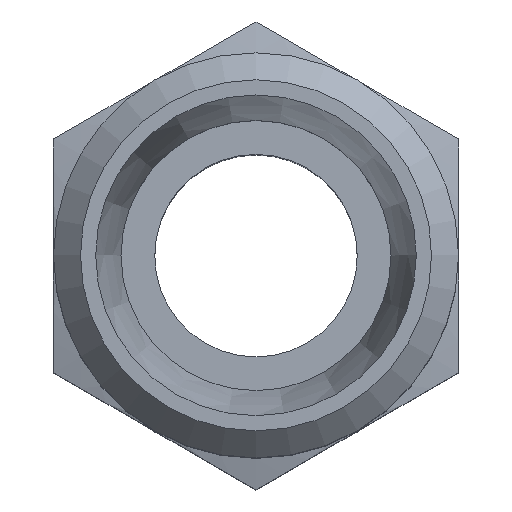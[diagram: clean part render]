
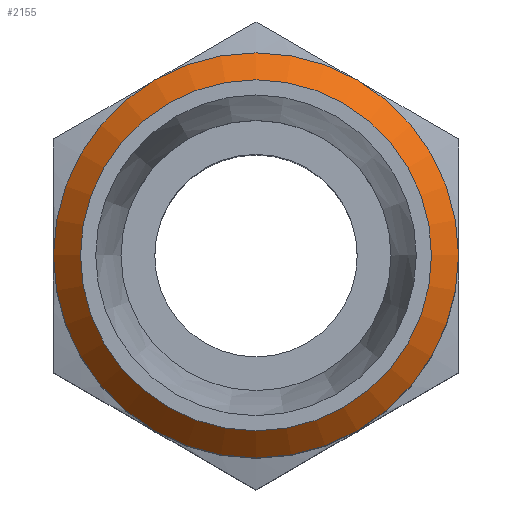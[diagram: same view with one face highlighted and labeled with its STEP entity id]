
A CAD part, top view. The second image highlights one B-rep face of the part: STEP entity #2155.
In plain terms, the highlighted conical face has half-angle 45 degrees and reference radius 5.6 mm.
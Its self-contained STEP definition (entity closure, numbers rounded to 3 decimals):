
#2121=CARTESIAN_POINT('',(6.,0.,22.2));
#2122=VERTEX_POINT('',#2121);
#2123=CARTESIAN_POINT('',(0.0,0.0,22.2));
#2124=DIRECTION('',(0.0,0.0,1.0));
#2125=DIRECTION('',(-1.0,0.0,0.0));
#2126=AXIS2_PLACEMENT_3D('',#2123,#2124,#2125);
#2127=CIRCLE('',#2126,6.);
#2128=EDGE_CURVE('',#2122,#2122,#2127,.T.);
#2136=CARTESIAN_POINT('',(0.0,0.0,22.6));
#2137=DIRECTION('',(0.0,0.0,-1.0));
#2138=DIRECTION('',(-1.0,0.0,0.0));
#2139=AXIS2_PLACEMENT_3D('',#2136,#2137,#2138);
#2140=CONICAL_SURFACE('',#2139,5.6,45.);
#2141=ORIENTED_EDGE('',*,*,#2128,.T.);
#2142=EDGE_LOOP('',(#2141));
#2143=FACE_OUTER_BOUND('',#2142,.T.);
#2144=CARTESIAN_POINT('',(5.2,0.,23.));
#2145=VERTEX_POINT('',#2144);
#2146=CARTESIAN_POINT('',(0.0,0.0,23.));
#2147=DIRECTION('',(0.0,0.0,-1.0));
#2148=DIRECTION('',(-1.0,0.0,0.0));
#2149=AXIS2_PLACEMENT_3D('',#2146,#2147,#2148);
#2150=CIRCLE('',#2149,5.2);
#2151=EDGE_CURVE('',#2145,#2145,#2150,.T.);
#2152=ORIENTED_EDGE('',*,*,#2151,.T.);
#2153=EDGE_LOOP('',(#2152));
#2154=FACE_BOUND('',#2153,.T.);
#2155=ADVANCED_FACE('',(#2143,#2154),#2140,.T.);
